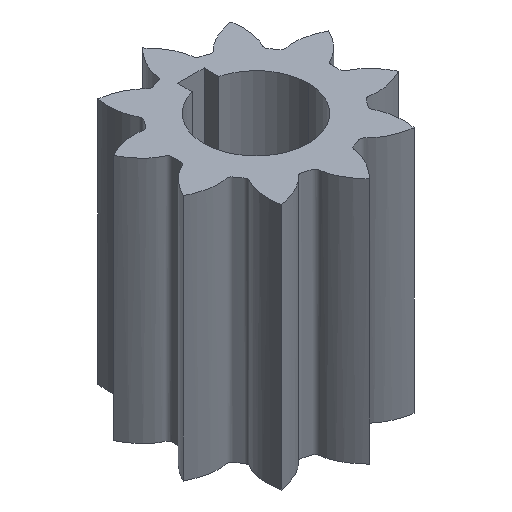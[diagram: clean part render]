
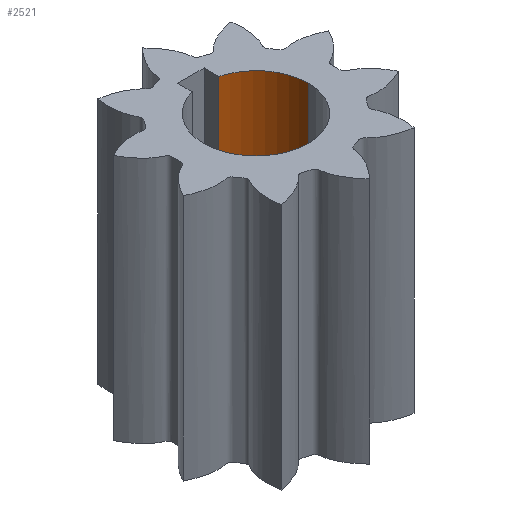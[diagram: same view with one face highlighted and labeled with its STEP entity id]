
A CAD part, isometric view. The second image highlights one B-rep face of the part: STEP entity #2521.
In plain terms, the highlighted cylindrical face has radius 4.025 mm (diameter 8.05 mm), a partial arc.
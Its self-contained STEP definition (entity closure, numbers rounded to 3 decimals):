
#18 = ORIENTED_EDGE ( 'NONE', *, *, #1682, .T. ) ;
#58 = AXIS2_PLACEMENT_3D ( 'NONE', #916, #292, #1127 ) ;
#75 = LINE ( 'NONE', #2009, #244 ) ;
#98 = CARTESIAN_POINT ( 'NONE',  ( 4.025, 0., -9.525 ) ) ;
#127 = EDGE_CURVE ( 'NONE', #1611, #2333, #75, .T. ) ;
#244 = VECTOR ( 'NONE', #731, 1000. ) ;
#275 = DIRECTION ( 'NONE',  ( 0., 0., 1. ) ) ;
#292 = DIRECTION ( 'NONE',  ( 0., 0., 1. ) ) ;
#446 = ORIENTED_EDGE ( 'NONE', *, *, #1437, .F. ) ;
#478 = VERTEX_POINT ( 'NONE', #2587 ) ;
#557 = CARTESIAN_POINT ( 'NONE',  ( 4.025, 0., 9.525 ) ) ;
#572 = AXIS2_PLACEMENT_3D ( 'NONE', #1742, #275, #1315 ) ;
#731 = DIRECTION ( 'NONE',  ( 0., 0., 1. ) ) ;
#903 = CIRCLE ( 'NONE', #58, 4.025 ) ;
#916 = CARTESIAN_POINT ( 'NONE',  ( 0., 0., 9.525 ) ) ;
#996 = CARTESIAN_POINT ( 'NONE',  ( 1.025, 3.892, -9.525 ) ) ;
#1127 = DIRECTION ( 'NONE',  ( 1., 0., 0. ) ) ;
#1135 = FACE_OUTER_BOUND ( 'NONE', #1444, .T. ) ;
#1246 = ORIENTED_EDGE ( 'NONE', *, *, #1355, .F. ) ;
#1293 = DIRECTION ( 'NONE',  ( 1., 0., 0. ) ) ;
#1315 = DIRECTION ( 'NONE',  ( 1., 0., 0. ) ) ;
#1341 = CYLINDRICAL_SURFACE ( 'NONE', #572, 4.025 ) ;
#1355 = EDGE_CURVE ( 'NONE', #1611, #2595, #2126, .T. ) ;
#1430 = LINE ( 'NONE', #1961, #2060 ) ;
#1437 = EDGE_CURVE ( 'NONE', #2595, #478, #1430, .T. ) ;
#1444 = EDGE_LOOP ( 'NONE', ( #1246, #1951, #18, #446 ) ) ;
#1611 = VERTEX_POINT ( 'NONE', #98 ) ;
#1617 = AXIS2_PLACEMENT_3D ( 'NONE', #1917, #1936, #1293 ) ;
#1682 = EDGE_CURVE ( 'NONE', #2333, #478, #903, .T. ) ;
#1742 = CARTESIAN_POINT ( 'NONE',  ( 0., 0., -9.525 ) ) ;
#1917 = CARTESIAN_POINT ( 'NONE',  ( 0., 0., -9.525 ) ) ;
#1936 = DIRECTION ( 'NONE',  ( 0., 0., 1. ) ) ;
#1951 = ORIENTED_EDGE ( 'NONE', *, *, #127, .T. ) ;
#1961 = CARTESIAN_POINT ( 'NONE',  ( 1.025, 3.892, -9.525 ) ) ;
#1977 = DIRECTION ( 'NONE',  ( 0., 0., 1. ) ) ;
#2009 = CARTESIAN_POINT ( 'NONE',  ( 4.025, 0., -9.525 ) ) ;
#2060 = VECTOR ( 'NONE', #1977, 1000. ) ;
#2126 = CIRCLE ( 'NONE', #1617, 4.025 ) ;
#2333 = VERTEX_POINT ( 'NONE', #557 ) ;
#2521 = ADVANCED_FACE ( 'NONE', ( #1135 ), #1341, .F. ) ;
#2587 = CARTESIAN_POINT ( 'NONE',  ( 1.025, 3.892, 9.525 ) ) ;
#2595 = VERTEX_POINT ( 'NONE', #996 ) ;
